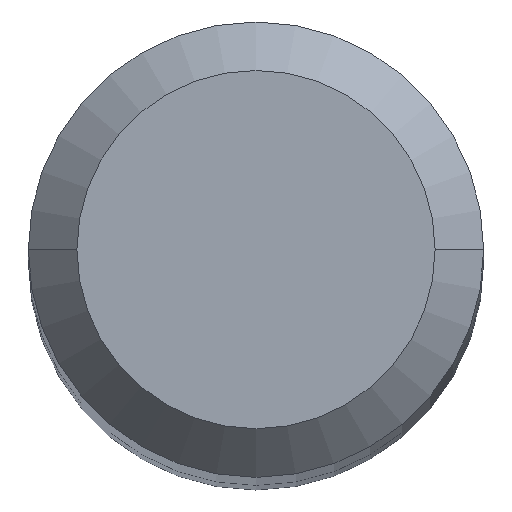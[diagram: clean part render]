
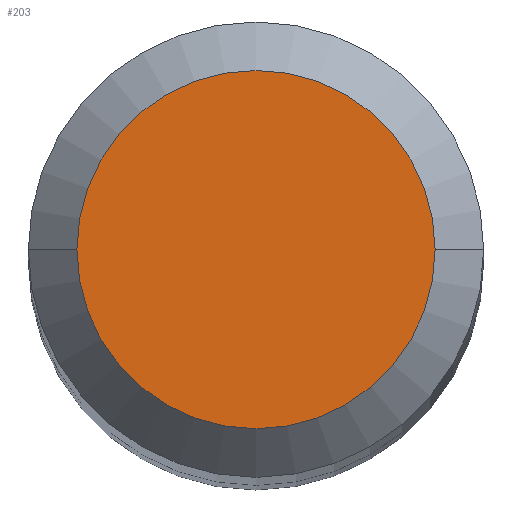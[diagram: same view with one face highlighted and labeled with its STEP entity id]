
A CAD part, top view. The second image highlights one B-rep face of the part: STEP entity #203.
In plain terms, the highlighted planar face has unit normal (0, 0, 1).
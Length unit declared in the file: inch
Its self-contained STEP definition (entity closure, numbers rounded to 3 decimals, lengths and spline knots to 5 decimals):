
#24 = DIRECTION ( 'NONE',  ( 1., 0., 0. ) ) ;
#51 = DIRECTION ( 'NONE',  ( 0., 0., 1. ) ) ;
#64 = CARTESIAN_POINT ( 'NONE',  ( 0.07375, 0., 0. ) ) ;
#98 = CIRCLE ( 'NONE', #289, 0.07375 ) ;
#99 = EDGE_LOOP ( 'NONE', ( #105, #267 ) ) ;
#105 = ORIENTED_EDGE ( 'NONE', *, *, #270, .T. ) ;
#106 = PLANE ( 'NONE',  #351 ) ;
#109 = CARTESIAN_POINT ( 'NONE',  ( 0., 0., 0. ) ) ;
#132 = FACE_OUTER_BOUND ( 'NONE', #99, .T. ) ;
#187 = CARTESIAN_POINT ( 'NONE',  ( 0., 0.07375, 0. ) ) ;
#203 = ADVANCED_FACE ( 'NONE', ( #132 ), #106, .F. ) ;
#212 = DIRECTION ( 'NONE',  ( -1., 0., 0. ) ) ;
#266 = VERTEX_POINT ( 'NONE', #348 ) ;
#267 = ORIENTED_EDGE ( 'NONE', *, *, #280, .T. ) ;
#268 = DIRECTION ( 'NONE',  ( 0., 0., 1. ) ) ;
#270 = EDGE_CURVE ( 'NONE', #266, #324, #98, .T. ) ;
#280 = EDGE_CURVE ( 'NONE', #324, #266, #314, .T. ) ;
#289 = AXIS2_PLACEMENT_3D ( 'NONE', #315, #268, #322 ) ;
#295 = AXIS2_PLACEMENT_3D ( 'NONE', #109, #51, #24 ) ;
#314 = CIRCLE ( 'NONE', #295, 0.07375 ) ;
#315 = CARTESIAN_POINT ( 'NONE',  ( 0., 0., 0. ) ) ;
#322 = DIRECTION ( 'NONE',  ( 1., 0., 0. ) ) ;
#324 = VERTEX_POINT ( 'NONE', #64 ) ;
#348 = CARTESIAN_POINT ( 'NONE',  ( -0.07375, 0., 0. ) ) ;
#351 = AXIS2_PLACEMENT_3D ( 'NONE', #187, #364, #212 ) ;
#364 = DIRECTION ( 'NONE',  ( 0., 0., -1. ) ) ;
